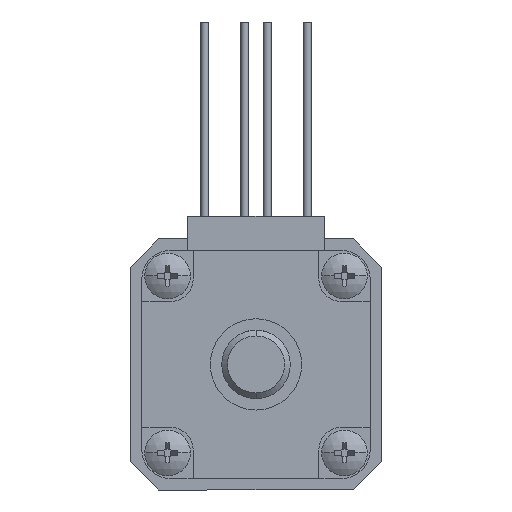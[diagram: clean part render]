
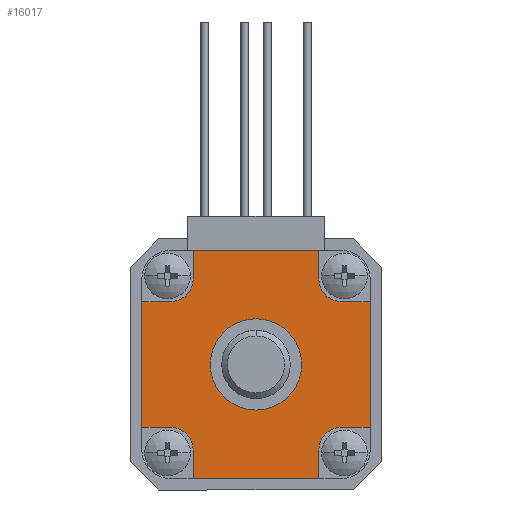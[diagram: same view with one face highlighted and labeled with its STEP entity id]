
A CAD part, front view. The second image highlights one B-rep face of the part: STEP entity #16017.
In plain terms, the highlighted planar face has unit normal (0, -1, 0).
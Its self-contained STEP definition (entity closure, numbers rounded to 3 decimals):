
#296 = VERTEX_POINT ( 'NONE', #3713 ) ;
#443 = CARTESIAN_POINT ( 'NONE',  ( -10., 0., 5.5 ) ) ;
#619 = VERTEX_POINT ( 'NONE', #3115 ) ;
#636 = CARTESIAN_POINT ( 'NONE',  ( 7.5, 0., -7.5 ) ) ;
#669 = VERTEX_POINT ( 'NONE', #7105 ) ;
#696 = VERTEX_POINT ( 'NONE', #14354 ) ;
#699 = EDGE_CURVE ( 'NONE', #8376, #12108, #5424, .T. ) ;
#891 = CARTESIAN_POINT ( 'NONE',  ( 0., 0., 0. ) ) ;
#926 = EDGE_CURVE ( 'NONE', #19810, #8381, #19565, .T. ) ;
#956 = CARTESIAN_POINT ( 'NONE',  ( -10., 0., 7.5 ) ) ;
#1218 = EDGE_CURVE ( 'NONE', #296, #21477, #3081, .T. ) ;
#1289 = VECTOR ( 'NONE', #11709, 1000. ) ;
#1294 = AXIS2_PLACEMENT_3D ( 'NONE', #891, #26922, #11413 ) ;
#1319 = DIRECTION ( 'NONE',  ( 1., 0., 0. ) ) ;
#1338 = VECTOR ( 'NONE', #25716, 1000. ) ;
#1407 = EDGE_CURVE ( 'NONE', #18091, #8381, #13306, .T. ) ;
#1960 = VERTEX_POINT ( 'NONE', #3541 ) ;
#2155 = VERTEX_POINT ( 'NONE', #8660 ) ;
#2251 = EDGE_CURVE ( 'NONE', #20542, #8376, #15738, .T. ) ;
#2324 = ORIENTED_EDGE ( 'NONE', *, *, #1218, .F. ) ;
#2367 = DIRECTION ( 'NONE',  ( 0., 0., 1. ) ) ;
#3081 = LINE ( 'NONE', #956, #20403 ) ;
#3115 = CARTESIAN_POINT ( 'NONE',  ( 0., 0., -4. ) ) ;
#3541 = CARTESIAN_POINT ( 'NONE',  ( -5.5, 0., 10. ) ) ;
#3713 = CARTESIAN_POINT ( 'NONE',  ( -10., 0., -5.5 ) ) ;
#3745 = AXIS2_PLACEMENT_3D ( 'NONE', #5998, #10255, #20632 ) ;
#3819 = DIRECTION ( 'NONE',  ( 0., 1., 0. ) ) ;
#3845 = ORIENTED_EDGE ( 'NONE', *, *, #23926, .T. ) ;
#4480 = DIRECTION ( 'NONE',  ( 0., 0., 1. ) ) ;
#4583 = CARTESIAN_POINT ( 'NONE',  ( 10., 0., 7.5 ) ) ;
#4854 = ORIENTED_EDGE ( 'NONE', *, *, #1407, .F. ) ;
#5224 = CARTESIAN_POINT ( 'NONE',  ( 10., 0., 5.5 ) ) ;
#5293 = CIRCLE ( 'NONE', #17981, 2. ) ;
#5424 = CIRCLE ( 'NONE', #22217, 2. ) ;
#5534 = ORIENTED_EDGE ( 'NONE', *, *, #926, .T. ) ;
#5561 = CARTESIAN_POINT ( 'NONE',  ( 5.5, 0., 10. ) ) ;
#5998 = CARTESIAN_POINT ( 'NONE',  ( -7.5, 0., 7.5 ) ) ;
#6008 = DIRECTION ( 'NONE',  ( 0., 0., -1. ) ) ;
#6465 = AXIS2_PLACEMENT_3D ( 'NONE', #15577, #8772, #2367 ) ;
#6502 = DIRECTION ( 'NONE',  ( 1., 0., 0. ) ) ;
#6615 = EDGE_CURVE ( 'NONE', #619, #17146, #14918, .T. ) ;
#6818 = ORIENTED_EDGE ( 'NONE', *, *, #8981, .F. ) ;
#7105 = CARTESIAN_POINT ( 'NONE',  ( -7.5, 0., -5.5 ) ) ;
#7497 = DIRECTION ( 'NONE',  ( 0., 0., 1. ) ) ;
#7840 = CARTESIAN_POINT ( 'NONE',  ( 10., 0., -5.5 ) ) ;
#8091 = DIRECTION ( 'NONE',  ( 0., 0., -1. ) ) ;
#8376 = VERTEX_POINT ( 'NONE', #11836 ) ;
#8381 = VERTEX_POINT ( 'NONE', #20483 ) ;
#8623 = VECTOR ( 'NONE', #1319, 1000. ) ;
#8660 = CARTESIAN_POINT ( 'NONE',  ( -5.5, 0., 7.5 ) ) ;
#8759 = DIRECTION ( 'NONE',  ( -1., 0., 0. ) ) ;
#8772 = DIRECTION ( 'NONE',  ( 0., 1., 0. ) ) ;
#8981 = EDGE_CURVE ( 'NONE', #1960, #22927, #21009, .T. ) ;
#9531 = LINE ( 'NONE', #21894, #15097 ) ;
#9823 = DIRECTION ( 'NONE',  ( 0., 0., 1. ) ) ;
#10006 = VECTOR ( 'NONE', #23301, 1000. ) ;
#10152 = EDGE_LOOP ( 'NONE', ( #21989, #3845 ) ) ;
#10255 = DIRECTION ( 'NONE',  ( 0., 1., 0. ) ) ;
#10347 = ORIENTED_EDGE ( 'NONE', *, *, #21692, .T. ) ;
#10545 = CARTESIAN_POINT ( 'NONE',  ( -7.5, 0., -7.5 ) ) ;
#11116 = DIRECTION ( 'NONE',  ( 0., 0., -1. ) ) ;
#11352 = VERTEX_POINT ( 'NONE', #16754 ) ;
#11413 = DIRECTION ( 'NONE',  ( 0., 0., 1. ) ) ;
#11709 = DIRECTION ( 'NONE',  ( 0., 0., 1. ) ) ;
#11750 = EDGE_CURVE ( 'NONE', #24535, #696, #5293, .T. ) ;
#11836 = CARTESIAN_POINT ( 'NONE',  ( 7.5, 0., 5.5 ) ) ;
#11842 = FACE_OUTER_BOUND ( 'NONE', #23390, .T. ) ;
#12080 = DIRECTION ( 'NONE',  ( 1., 0., 0. ) ) ;
#12108 = VERTEX_POINT ( 'NONE', #27516 ) ;
#12227 = LINE ( 'NONE', #20884, #10006 ) ;
#12398 = ORIENTED_EDGE ( 'NONE', *, *, #11750, .T. ) ;
#12552 = DIRECTION ( 'NONE',  ( 0., 1., 0. ) ) ;
#12662 = ORIENTED_EDGE ( 'NONE', *, *, #20073, .T. ) ;
#13306 = LINE ( 'NONE', #20099, #16216 ) ;
#13544 = ORIENTED_EDGE ( 'NONE', *, *, #27659, .T. ) ;
#13902 = DIRECTION ( 'NONE',  ( -1., 0., 0. ) ) ;
#13919 = ORIENTED_EDGE ( 'NONE', *, *, #16336, .T. ) ;
#14235 = CARTESIAN_POINT ( 'NONE',  ( -7.5, 0., 7.5 ) ) ;
#14354 = CARTESIAN_POINT ( 'NONE',  ( 7.5, 0., -5.5 ) ) ;
#14683 = CARTESIAN_POINT ( 'NONE',  ( 5.5, 0., -7.5 ) ) ;
#14906 = CARTESIAN_POINT ( 'NONE',  ( -5.5, 0., -7.5 ) ) ;
#14918 = CIRCLE ( 'NONE', #1294, 4. ) ;
#15097 = VECTOR ( 'NONE', #20032, 1000. ) ;
#15135 = CARTESIAN_POINT ( 'NONE',  ( -5.5, 0., -7.5 ) ) ;
#15205 = ORIENTED_EDGE ( 'NONE', *, *, #21401, .T. ) ;
#15403 = VECTOR ( 'NONE', #12080, 1000. ) ;
#15577 = CARTESIAN_POINT ( 'NONE',  ( 0., 0., 0. ) ) ;
#15738 = LINE ( 'NONE', #5224, #15961 ) ;
#15894 = ORIENTED_EDGE ( 'NONE', *, *, #27781, .T. ) ;
#15961 = VECTOR ( 'NONE', #13902, 1000. ) ;
#16017 = ADVANCED_FACE ( 'NONE', ( #24900, #11842 ), #21053, .F. ) ;
#16216 = VECTOR ( 'NONE', #8759, 1000. ) ;
#16324 = VECTOR ( 'NONE', #21626, 1000. ) ;
#16336 = EDGE_CURVE ( 'NONE', #1960, #2155, #9531, .T. ) ;
#16754 = CARTESIAN_POINT ( 'NONE',  ( -7.5, 0., 5.5 ) ) ;
#17146 = VERTEX_POINT ( 'NONE', #18098 ) ;
#17324 = CIRCLE ( 'NONE', #6465, 4. ) ;
#17660 = CIRCLE ( 'NONE', #26800, 2. ) ;
#17981 = AXIS2_PLACEMENT_3D ( 'NONE', #636, #24240, #4480 ) ;
#18091 = VERTEX_POINT ( 'NONE', #21268 ) ;
#18098 = CARTESIAN_POINT ( 'NONE',  ( 0., 0., 4. ) ) ;
#18110 = AXIS2_PLACEMENT_3D ( 'NONE', #14235, #18463, #9823 ) ;
#18463 = DIRECTION ( 'NONE',  ( 0., 1., 0. ) ) ;
#18863 = CARTESIAN_POINT ( 'NONE',  ( 7.5, 0., 7.5 ) ) ;
#18985 = CARTESIAN_POINT ( 'NONE',  ( 10., 0., 5.5 ) ) ;
#19170 = EDGE_CURVE ( 'NONE', #696, #21779, #23544, .T. ) ;
#19565 = LINE ( 'NONE', #14906, #1338 ) ;
#19810 = VERTEX_POINT ( 'NONE', #15135 ) ;
#20032 = DIRECTION ( 'NONE',  ( 0., 0., -1. ) ) ;
#20073 = EDGE_CURVE ( 'NONE', #12108, #22927, #22360, .T. ) ;
#20099 = CARTESIAN_POINT ( 'NONE',  ( -7.5, 0., -10. ) ) ;
#20358 = CARTESIAN_POINT ( 'NONE',  ( 5.5, 0., 7.5 ) ) ;
#20403 = VECTOR ( 'NONE', #7497, 1000. ) ;
#20483 = CARTESIAN_POINT ( 'NONE',  ( -5.5, 0., -10. ) ) ;
#20542 = VERTEX_POINT ( 'NONE', #18985 ) ;
#20632 = DIRECTION ( 'NONE',  ( 0., 0., 1. ) ) ;
#20884 = CARTESIAN_POINT ( 'NONE',  ( -10., 0., 5.5 ) ) ;
#21009 = LINE ( 'NONE', #27722, #15403 ) ;
#21053 = PLANE ( 'NONE',  #3745 ) ;
#21268 = CARTESIAN_POINT ( 'NONE',  ( 5.5, 0., -10. ) ) ;
#21401 = EDGE_CURVE ( 'NONE', #296, #669, #25208, .T. ) ;
#21477 = VERTEX_POINT ( 'NONE', #443 ) ;
#21626 = DIRECTION ( 'NONE',  ( 0., 0., 1. ) ) ;
#21692 = EDGE_CURVE ( 'NONE', #2155, #11352, #25871, .T. ) ;
#21779 = VERTEX_POINT ( 'NONE', #7840 ) ;
#21894 = CARTESIAN_POINT ( 'NONE',  ( -5.5, 0., 7.5 ) ) ;
#21989 = ORIENTED_EDGE ( 'NONE', *, *, #6615, .T. ) ;
#22217 = AXIS2_PLACEMENT_3D ( 'NONE', #18863, #3819, #8091 ) ;
#22360 = LINE ( 'NONE', #20358, #1289 ) ;
#22662 = ORIENTED_EDGE ( 'NONE', *, *, #22728, .F. ) ;
#22699 = ORIENTED_EDGE ( 'NONE', *, *, #28084, .T. ) ;
#22728 = EDGE_CURVE ( 'NONE', #20542, #21779, #23905, .T. ) ;
#22897 = ORIENTED_EDGE ( 'NONE', *, *, #2251, .T. ) ;
#22927 = VERTEX_POINT ( 'NONE', #5561 ) ;
#22929 = CARTESIAN_POINT ( 'NONE',  ( -10., 0., -5.5 ) ) ;
#23184 = ORIENTED_EDGE ( 'NONE', *, *, #699, .T. ) ;
#23301 = DIRECTION ( 'NONE',  ( -1., 0., 0. ) ) ;
#23390 = EDGE_LOOP ( 'NONE', ( #13919, #10347, #22699, #2324, #15205, #13544, #5534, #4854, #15894, #12398, #27390, #22662, #22897, #23184, #12662, #6818 ) ) ;
#23544 = LINE ( 'NONE', #27976, #25833 ) ;
#23905 = LINE ( 'NONE', #4583, #27307 ) ;
#23926 = EDGE_CURVE ( 'NONE', #17146, #619, #17324, .T. ) ;
#24240 = DIRECTION ( 'NONE',  ( 0., 1., 0. ) ) ;
#24535 = VERTEX_POINT ( 'NONE', #27499 ) ;
#24900 = FACE_BOUND ( 'NONE', #10152, .T. ) ;
#25208 = LINE ( 'NONE', #22929, #8623 ) ;
#25716 = DIRECTION ( 'NONE',  ( 0., 0., -1. ) ) ;
#25833 = VECTOR ( 'NONE', #6502, 1000. ) ;
#25871 = CIRCLE ( 'NONE', #18110, 2. ) ;
#26800 = AXIS2_PLACEMENT_3D ( 'NONE', #10545, #12552, #6008 ) ;
#26922 = DIRECTION ( 'NONE',  ( 0., 1., 0. ) ) ;
#27307 = VECTOR ( 'NONE', #11116, 1000. ) ;
#27390 = ORIENTED_EDGE ( 'NONE', *, *, #19170, .T. ) ;
#27499 = CARTESIAN_POINT ( 'NONE',  ( 5.5, 0., -7.5 ) ) ;
#27516 = CARTESIAN_POINT ( 'NONE',  ( 5.5, 0., 7.5 ) ) ;
#27619 = LINE ( 'NONE', #14683, #16324 ) ;
#27659 = EDGE_CURVE ( 'NONE', #669, #19810, #17660, .T. ) ;
#27722 = CARTESIAN_POINT ( 'NONE',  ( -7.5, 0., 10. ) ) ;
#27781 = EDGE_CURVE ( 'NONE', #18091, #24535, #27619, .T. ) ;
#27976 = CARTESIAN_POINT ( 'NONE',  ( 10., 0., -5.5 ) ) ;
#28084 = EDGE_CURVE ( 'NONE', #11352, #21477, #12227, .T. ) ;
